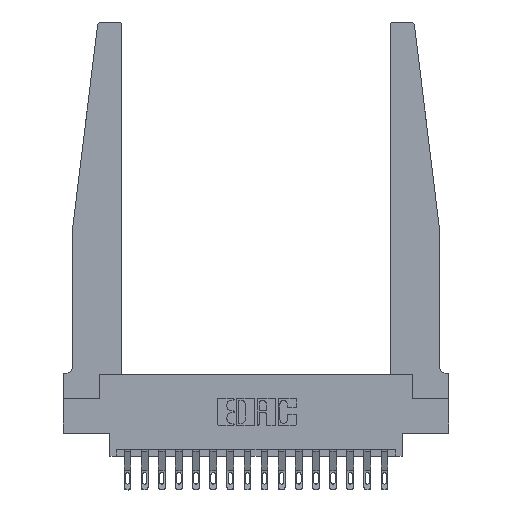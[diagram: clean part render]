
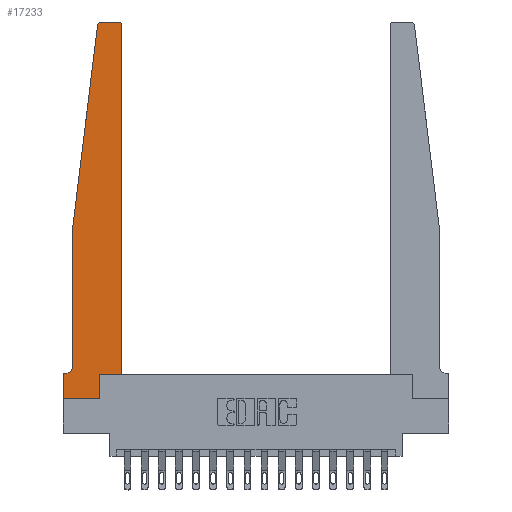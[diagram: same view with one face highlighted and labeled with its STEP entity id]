
A CAD part, top view. The second image highlights one B-rep face of the part: STEP entity #17233.
In plain terms, the highlighted planar face has unit normal (0, 0, 1).
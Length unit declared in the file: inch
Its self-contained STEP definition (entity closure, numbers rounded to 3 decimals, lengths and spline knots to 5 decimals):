
#321 = CARTESIAN_POINT ( 'NONE',  ( 0.395, 2.75, 0.37 ) ) ;
#396 = VERTEX_POINT ( 'NONE', #6341 ) ;
#715 = PLANE ( 'NONE',  #1928 ) ;
#923 = DIRECTION ( 'NONE',  ( 1., 0., 0. ) ) ;
#1044 = VERTEX_POINT ( 'NONE', #1843 ) ;
#1193 = DIRECTION ( 'NONE',  ( -0.122, -0.992, 0. ) ) ;
#1293 = ORIENTED_EDGE ( 'NONE', *, *, #19148, .T. ) ;
#1843 = CARTESIAN_POINT ( 'NONE',  ( 0.2605, 0.18, 0.37 ) ) ;
#1928 = AXIS2_PLACEMENT_3D ( 'NONE', #2196, #3694, #14071 ) ;
#2196 = CARTESIAN_POINT ( 'NONE',  ( 0., 0.1875, 0.37 ) ) ;
#2206 = CIRCLE ( 'NONE', #18442, 0.05 ) ;
#2265 = ORIENTED_EDGE ( 'NONE', *, *, #14602, .T. ) ;
#2813 = VECTOR ( 'NONE', #15393, 39.37008 ) ;
#3506 = CARTESIAN_POINT ( 'NONE',  ( 0., 0., 0.37 ) ) ;
#3613 = FACE_OUTER_BOUND ( 'NONE', #3784, .T. ) ;
#3694 = DIRECTION ( 'NONE',  ( 0., 0., 1. ) ) ;
#3784 = EDGE_LOOP ( 'NONE', ( #17541, #14591, #1293, #16226, #12099, #4358, #10480, #18630, #8059, #6943, #16336, #2265 ) ) ;
#3892 = AXIS2_PLACEMENT_3D ( 'NONE', #13685, #4784, #15161 ) ;
#4224 = CARTESIAN_POINT ( 'NONE',  ( 0., 0., 0.37 ) ) ;
#4358 = ORIENTED_EDGE ( 'NONE', *, *, #9787, .T. ) ;
#4666 = EDGE_CURVE ( 'NONE', #13242, #4699, #6103, .T. ) ;
#4699 = VERTEX_POINT ( 'NONE', #14947 ) ;
#4784 = DIRECTION ( 'NONE',  ( 0., 0., 1. ) ) ;
#5153 = VERTEX_POINT ( 'NONE', #4224 ) ;
#5435 = LINE ( 'NONE', #5641, #9839 ) ;
#5631 = EDGE_CURVE ( 'NONE', #11159, #1044, #7012, .T. ) ;
#5637 = EDGE_CURVE ( 'NONE', #11836, #16636, #14418, .T. ) ;
#5641 = CARTESIAN_POINT ( 'NONE',  ( 0., 0., 0.37 ) ) ;
#5666 = CARTESIAN_POINT ( 'NONE',  ( 0.065, 1.25, 0.37 ) ) ;
#5896 = CARTESIAN_POINT ( 'NONE',  ( 0.065, 0.1875, 0.37 ) ) ;
#6103 = LINE ( 'NONE', #7458, #13521 ) ;
#6341 = CARTESIAN_POINT ( 'NONE',  ( 0., 0.1875, 0.37 ) ) ;
#6532 = DIRECTION ( 'NONE',  ( 0., 0., -1. ) ) ;
#6943 = ORIENTED_EDGE ( 'NONE', *, *, #12803, .T. ) ;
#7012 = LINE ( 'NONE', #17309, #10469 ) ;
#7166 = VERTEX_POINT ( 'NONE', #15244 ) ;
#7285 = CARTESIAN_POINT ( 'NONE',  ( 0.2605, 0., 0.37 ) ) ;
#7458 = CARTESIAN_POINT ( 'NONE',  ( 0.25, 2.75, 0.37 ) ) ;
#7516 = EDGE_CURVE ( 'NONE', #5153, #11159, #5435, .T. ) ;
#7578 = CARTESIAN_POINT ( 'NONE',  ( 0.065, 1.25, 0.37 ) ) ;
#7582 = LINE ( 'NONE', #15631, #14988 ) ;
#8059 = ORIENTED_EDGE ( 'NONE', *, *, #5631, .T. ) ;
#8439 = DIRECTION ( 'NONE',  ( 0., 1., 0. ) ) ;
#8623 = DIRECTION ( 'NONE',  ( 0., 1., 0. ) ) ;
#8863 = CARTESIAN_POINT ( 'NONE',  ( 0.27653, 2.72, 0.37 ) ) ;
#8902 = EDGE_CURVE ( 'NONE', #396, #5153, #18125, .T. ) ;
#8905 = VECTOR ( 'NONE', #1193, 39.37008 ) ;
#9042 = DIRECTION ( 'NONE',  ( 0., 0., 1. ) ) ;
#9787 = EDGE_CURVE ( 'NONE', #13735, #396, #15085, .T. ) ;
#9818 = CARTESIAN_POINT ( 'NONE',  ( 0.015, 0.1875, 0.37 ) ) ;
#9839 = VECTOR ( 'NONE', #16020, 39.37008 ) ;
#10026 = VERTEX_POINT ( 'NONE', #15217 ) ;
#10231 = EDGE_CURVE ( 'NONE', #14456, #10026, #12065, .T. ) ;
#10334 = EDGE_CURVE ( 'NONE', #4699, #7166, #14138, .T. ) ;
#10347 = DIRECTION ( 'NONE',  ( 1., 0., 0. ) ) ;
#10415 = DIRECTION ( 'NONE',  ( -1., 0., 0. ) ) ;
#10469 = VECTOR ( 'NONE', #8439, 39.37008 ) ;
#10480 = ORIENTED_EDGE ( 'NONE', *, *, #8902, .T. ) ;
#11159 = VERTEX_POINT ( 'NONE', #7285 ) ;
#11410 = DIRECTION ( 'NONE',  ( 0., -1., 0. ) ) ;
#11608 = VECTOR ( 'NONE', #16211, 39.37008 ) ;
#11836 = VERTEX_POINT ( 'NONE', #7578 ) ;
#12065 = LINE ( 'NONE', #16009, #15531 ) ;
#12099 = ORIENTED_EDGE ( 'NONE', *, *, #17803, .T. ) ;
#12645 = LINE ( 'NONE', #5666, #8905 ) ;
#12749 = CARTESIAN_POINT ( 'NONE',  ( 0.065, 0.2375, 0.37 ) ) ;
#12803 = EDGE_CURVE ( 'NONE', #1044, #14456, #7582, .T. ) ;
#13242 = VERTEX_POINT ( 'NONE', #321 ) ;
#13521 = VECTOR ( 'NONE', #10415, 39.37008 ) ;
#13685 = CARTESIAN_POINT ( 'NONE',  ( 0.395, 2.72, 0.37 ) ) ;
#13735 = VERTEX_POINT ( 'NONE', #9818 ) ;
#14071 = DIRECTION ( 'NONE',  ( 1., 0., 0. ) ) ;
#14138 = CIRCLE ( 'NONE', #16388, 0.03 ) ;
#14418 = LINE ( 'NONE', #15818, #17886 ) ;
#14456 = VERTEX_POINT ( 'NONE', #14771 ) ;
#14591 = ORIENTED_EDGE ( 'NONE', *, *, #10334, .T. ) ;
#14602 = EDGE_CURVE ( 'NONE', #10026, #13242, #17874, .T. ) ;
#14771 = CARTESIAN_POINT ( 'NONE',  ( 0.425, 0.18, 0.37 ) ) ;
#14947 = CARTESIAN_POINT ( 'NONE',  ( 0.27653, 2.75, 0.37 ) ) ;
#14988 = VECTOR ( 'NONE', #923, 39.37008 ) ;
#15085 = LINE ( 'NONE', #5896, #11608 ) ;
#15161 = DIRECTION ( 'NONE',  ( 1., 0., 0. ) ) ;
#15217 = CARTESIAN_POINT ( 'NONE',  ( 0.425, 2.72, 0.37 ) ) ;
#15244 = CARTESIAN_POINT ( 'NONE',  ( 0.24675, 2.72367, 0.37 ) ) ;
#15393 = DIRECTION ( 'NONE',  ( 0., -1., 0. ) ) ;
#15416 = CARTESIAN_POINT ( 'NONE',  ( 0.015, 0.2375, 0.37 ) ) ;
#15531 = VECTOR ( 'NONE', #8623, 39.37008 ) ;
#15631 = CARTESIAN_POINT ( 'NONE',  ( 0.425, 0.18, 0.37 ) ) ;
#15818 = CARTESIAN_POINT ( 'NONE',  ( 0.065, 1.25, 0.37 ) ) ;
#16009 = CARTESIAN_POINT ( 'NONE',  ( 0.425, 0.18, 0.37 ) ) ;
#16020 = DIRECTION ( 'NONE',  ( 1., 0., 0. ) ) ;
#16211 = DIRECTION ( 'NONE',  ( -1., 0., 0. ) ) ;
#16226 = ORIENTED_EDGE ( 'NONE', *, *, #5637, .T. ) ;
#16336 = ORIENTED_EDGE ( 'NONE', *, *, #10231, .T. ) ;
#16388 = AXIS2_PLACEMENT_3D ( 'NONE', #8863, #9042, #10347 ) ;
#16636 = VERTEX_POINT ( 'NONE', #12749 ) ;
#16906 = DIRECTION ( 'NONE',  ( -1., 0., 0. ) ) ;
#17233 = ADVANCED_FACE ( 'NONE', ( #3613 ), #715, .T. ) ;
#17309 = CARTESIAN_POINT ( 'NONE',  ( 0.2605, 0.18, 0.37 ) ) ;
#17541 = ORIENTED_EDGE ( 'NONE', *, *, #4666, .T. ) ;
#17803 = EDGE_CURVE ( 'NONE', #16636, #13735, #2206, .T. ) ;
#17874 = CIRCLE ( 'NONE', #3892, 0.03 ) ;
#17886 = VECTOR ( 'NONE', #11410, 39.37008 ) ;
#18125 = LINE ( 'NONE', #3506, #2813 ) ;
#18442 = AXIS2_PLACEMENT_3D ( 'NONE', #15416, #6532, #16906 ) ;
#18630 = ORIENTED_EDGE ( 'NONE', *, *, #7516, .T. ) ;
#19148 = EDGE_CURVE ( 'NONE', #7166, #11836, #12645, .T. ) ;
